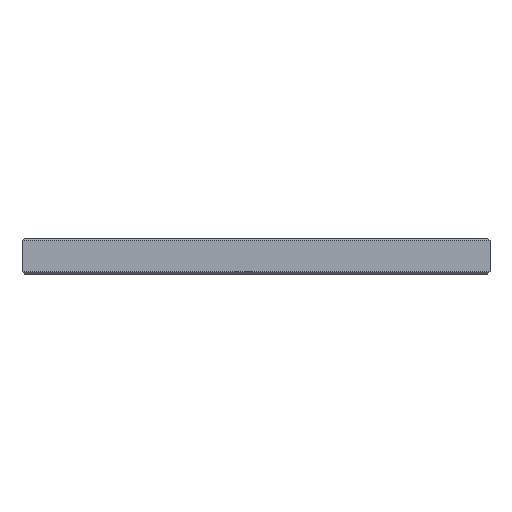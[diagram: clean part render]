
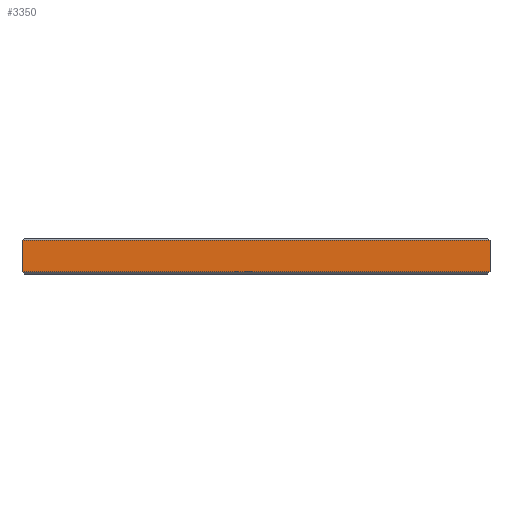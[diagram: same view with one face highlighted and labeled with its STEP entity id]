
A CAD part, left-side view. The second image highlights one B-rep face of the part: STEP entity #3350.
In plain terms, the highlighted planar face has unit normal (-1, 0, 0).
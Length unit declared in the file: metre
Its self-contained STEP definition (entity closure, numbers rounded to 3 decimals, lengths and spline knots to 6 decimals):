
#28=ORIENTED_EDGE('',*,*,#976,.T.);
#29=ORIENTED_EDGE('',*,*,#978,.T.);
#30=ORIENTED_EDGE('',*,*,#979,.F.);
#31=ORIENTED_EDGE('',*,*,#980,.T.);
#976=EDGE_CURVE('',#1451,#1450,#1724,.T.);
#978=EDGE_CURVE('',#1450,#1452,#1726,.T.);
#979=EDGE_CURVE('',#1453,#1452,#1727,.T.);
#980=EDGE_CURVE('',#1453,#1451,#1728,.T.);
#1450=VERTEX_POINT('',#4688);
#1451=VERTEX_POINT('',#4690);
#1452=VERTEX_POINT('',#4694);
#1453=VERTEX_POINT('',#4696);
#1724=LINE('',#4689,#2200);
#1726=LINE('',#4693,#2202);
#1727=LINE('',#4695,#2203);
#1728=LINE('',#4697,#2204);
#2200=VECTOR('',#3793,1.);
#2202=VECTOR('',#3797,1.);
#2203=VECTOR('',#3798,1.);
#2204=VECTOR('',#3799,1.);
#2668=EDGE_LOOP('',(#28,#29,#30,#31));
#2906=FACE_BOUND('',#2668,.T.);
#3144=PLANE('',#3569);
#3350=ADVANCED_FACE('',(#2906),#3144,.F.);
#3569=AXIS2_PLACEMENT_3D('',#4692,#3795,#3796);
#3793=DIRECTION('',(0.,0.,-1.));
#3795=DIRECTION('',(1.,0.,0.));
#3796=DIRECTION('',(0.,0.,-1.));
#3797=DIRECTION('',(0.,-1.,0.));
#3798=DIRECTION('',(0.,0.,-1.));
#3799=DIRECTION('',(0.,1.,0.));
#4688=CARTESIAN_POINT('',(-0.039,0.039,0.0004));
#4689=CARTESIAN_POINT('',(-0.039,0.039,0.006));
#4690=CARTESIAN_POINT('',(-0.039,0.039,0.0056));
#4692=CARTESIAN_POINT('',(-0.039,0.,0.006));
#4693=CARTESIAN_POINT('',(-0.039,0.,0.0004));
#4694=CARTESIAN_POINT('',(-0.039,-0.039,0.0004));
#4695=CARTESIAN_POINT('',(-0.039,-0.039,0.006));
#4696=CARTESIAN_POINT('',(-0.039,-0.039,0.0056));
#4697=CARTESIAN_POINT('',(-0.039,0.039,0.0056));
